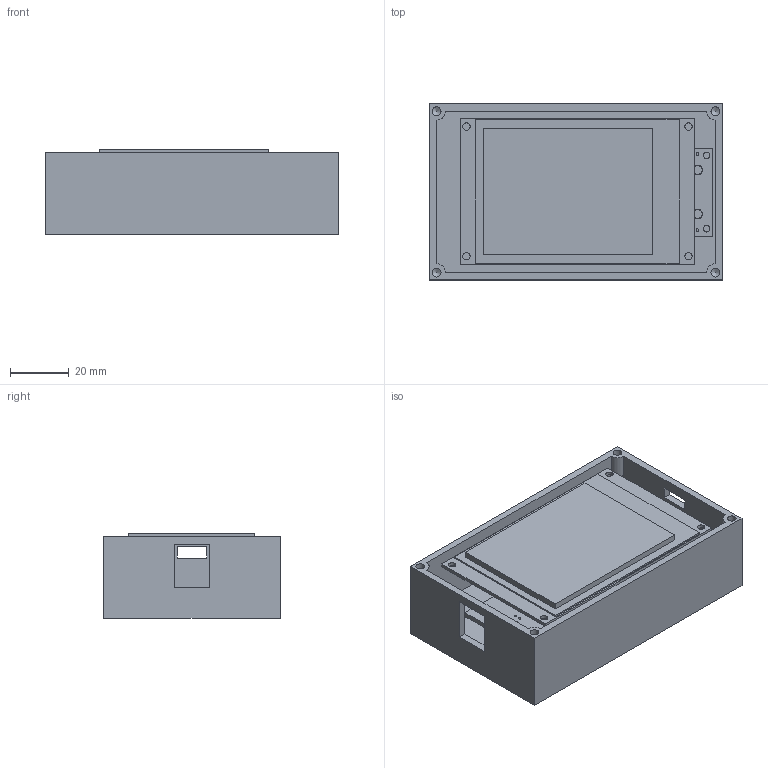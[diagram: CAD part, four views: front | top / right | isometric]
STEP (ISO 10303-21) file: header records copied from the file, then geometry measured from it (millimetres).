
FILE_DESCRIPTION(/* description */ (''),/* implementation_level */ '2;1');
FILE_NAME(/* name */ 'LOOC Base v10.step',/* time_stamp */ '2022-12-05T15:56:56+01:00',/* author */ (''),/* organization */ (''),/* preprocessor_version */ 'ST-DEVELOPER v19.2',/* originating_system */ 'Autodesk Translation Framework v11.17.0.187',/* authorisation */ '');
FILE_SCHEMA (('AUTOMOTIVE_DESIGN { 1 0 10303 214 3 1 1 }'));
Length unit declared in the file: millimetre
Products named in the file (5): LOOC Base; LOOC Screen; LOOC Base Body; LOOCBaseSystemPCB; LOOCBaseSystem PCB
Assembly tree (4 placements, depth 3):
  LOOC Base
    LOOC Screen
    LOOC Base Body
    LOOCBaseSystemPCB
      LOOCBaseSystem PCB
Bounding box: 100 x 60 x 28.8 mm (x, y, z)
Volume: 78464.7 mm3; surface area: 41702 mm2
Topology: 3 solids, 3 shells, 129 faces, 344 edges, 228 vertices
Faces by surface type: cylinder 76, plane 49, cone 4
Full cylindrical faces by diameter (mm): 0.9 x42, 0.95 x7, 1.2 x1, 2.25 x4, 2.3 x2, 2.5 x4, 3 x8, 3.2 x4
Entity records: 4466 total; most frequent: DIRECTION 768, CARTESIAN_POINT 706, ORIENTED_EDGE 680, EDGE_CURVE 340, AXIS2_PLACEMENT_3D 290, EDGE_LOOP 272, VERTEX_POINT 228, LINE 188
